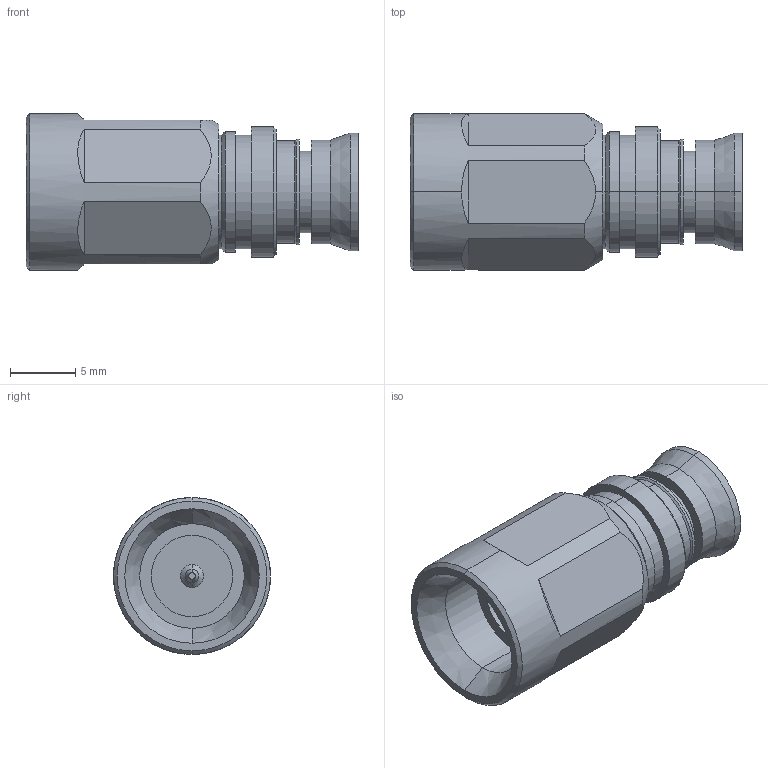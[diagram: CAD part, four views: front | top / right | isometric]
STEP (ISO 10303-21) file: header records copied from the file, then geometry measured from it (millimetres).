
FILE_DESCRIPTION (( 'STEP AP214' ), '1' );
FILE_NAME ('TC-250-XNM-LP.step', '2021-05-04T14:29:25', ( '' ), ( '' ), 'SwSTEP 2.0', 'SolidWorks 2020', '' );
FILE_SCHEMA (( 'AUTOMOTIVE_DESIGN' ));
Length unit declared in the file: inch
Products named in the file (1): TC-250-XNM-LP
Bounding box: 25.4 x 12.01 x 12.01 mm (x, y, z)
Volume: 1618.1 mm3; surface area: 1554.7 mm2
Topology: 2 solids, 2 shells, 103 faces, 224 edges, 138 vertices
Faces by surface type: cylinder 46, plane 31, cone 26
Entity records: 3056 total; most frequent: CARTESIAN_POINT 631, DIRECTION 516, ORIENTED_EDGE 448, EDGE_CURVE 224, AXIS2_PLACEMENT_3D 212, VERTEX_POINT 138, EDGE_LOOP 118, CIRCLE 108
